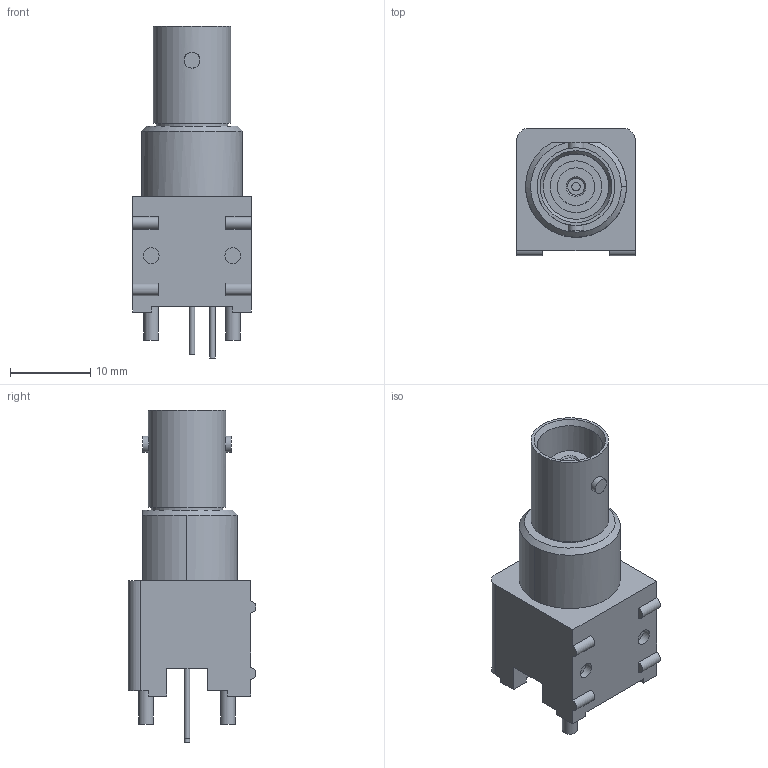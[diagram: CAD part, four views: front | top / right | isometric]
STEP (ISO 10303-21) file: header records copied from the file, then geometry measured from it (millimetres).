
FILE_DESCRIPTION(('STEP AP214'), '1');
FILE_NAME('BNC Vertical Jack PCB mount', '', ('UNSPECIFIED'), ('UNSPECIFIED'), 'ASCON STEP Converter 1.6', 'ASCON Math Kernel', '');
FILE_SCHEMA(('AUTOMOTIVE_DESIGN { 1 0 10303 214 3 1 1}'));
Length unit declared in the file: millimetre
Products named in the file (1): 11962
Bounding box: 14.76 x 15.88 x 41.27 mm (x, y, z)
Volume: 4312.9 mm3; surface area: 2538.2 mm2
Topology: 1 solids, 1 shells, 94 faces, 220 edges, 146 vertices
Faces by surface type: plane 55, cylinder 35, cone 4
Full cylindrical faces by diameter (mm): 0.686 x1, 0.711 x1, 1.016 x1, 1.473 x2, 1.829 x2, 1.981 x4, 2.083 x1, 2.388 x1, 4.674 x1, 6.35 x1, 6.426 x1, 8.128 x1, 8.89 x1, 9.652 x1
Entity records: 3723 total; most frequent: CARTESIAN_POINT 792, DIRECTION 454, ORIENTED_EDGE 398, EDGE_CURVE 199, AXIS2_PLACEMENT_3D 168, VERTEX_POINT 146, EDGE_LOOP 133, LINE 118
